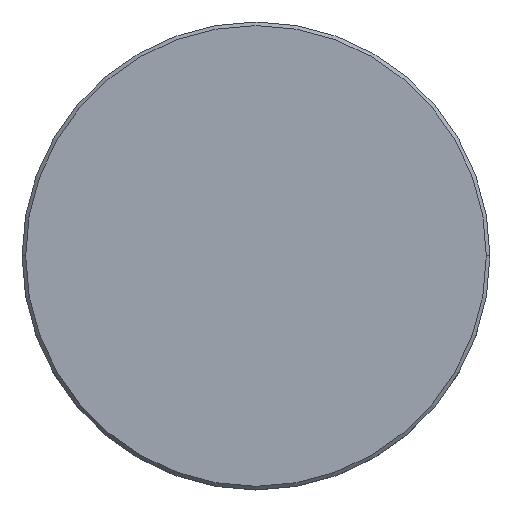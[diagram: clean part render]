
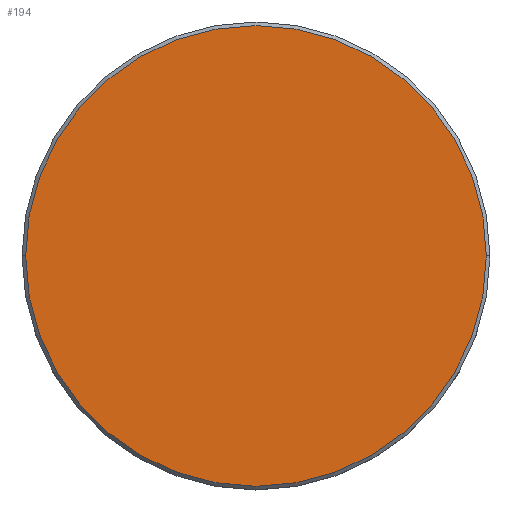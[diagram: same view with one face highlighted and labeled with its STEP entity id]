
A CAD part, top view. The second image highlights one B-rep face of the part: STEP entity #194.
In plain terms, the highlighted planar face has unit normal (0, 0, 1).
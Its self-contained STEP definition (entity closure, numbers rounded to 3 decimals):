
#1 = CARTESIAN_POINT ( 'NONE',  ( 0., 0., 0. ) ) ;
#20 = DIRECTION ( 'NONE',  ( 1., 0., 0. ) ) ;
#28 = AXIS2_PLACEMENT_3D ( 'NONE', #1, #374, #20 ) ;
#42 = CARTESIAN_POINT ( 'NONE',  ( 0., 0., 0. ) ) ;
#190 = VERTEX_POINT ( 'NONE', #834 ) ;
#194 = ADVANCED_FACE ( 'NONE', ( #553 ), #826, .T. ) ;
#269 = EDGE_CURVE ( 'NONE', #190, #473, #698, .T. ) ;
#374 = DIRECTION ( 'NONE',  ( 0., 0., 1. ) ) ;
#406 = CIRCLE ( 'NONE', #614, 32. ) ;
#473 = VERTEX_POINT ( 'NONE', #1159 ) ;
#553 = FACE_OUTER_BOUND ( 'NONE', #1054, .T. ) ;
#578 = DIRECTION ( 'NONE',  ( 0., 0., 1. ) ) ;
#614 = AXIS2_PLACEMENT_3D ( 'NONE', #786, #696, #775 ) ;
#662 = AXIS2_PLACEMENT_3D ( 'NONE', #42, #578, #1046 ) ;
#696 = DIRECTION ( 'NONE',  ( 0., 0., 1. ) ) ;
#698 = CIRCLE ( 'NONE', #662, 32. ) ;
#775 = DIRECTION ( 'NONE',  ( 1., 0., 0. ) ) ;
#786 = CARTESIAN_POINT ( 'NONE',  ( 0., 0., 0. ) ) ;
#826 = PLANE ( 'NONE',  #28 ) ;
#834 = CARTESIAN_POINT ( 'NONE',  ( -32., 0., 0. ) ) ;
#857 = ORIENTED_EDGE ( 'NONE', *, *, #269, .T. ) ;
#938 = ORIENTED_EDGE ( 'NONE', *, *, #1156, .T. ) ;
#1046 = DIRECTION ( 'NONE',  ( 1., 0., 0. ) ) ;
#1054 = EDGE_LOOP ( 'NONE', ( #857, #938 ) ) ;
#1156 = EDGE_CURVE ( 'NONE', #473, #190, #406, .T. ) ;
#1159 = CARTESIAN_POINT ( 'NONE',  ( 32., 0., 0. ) ) ;
